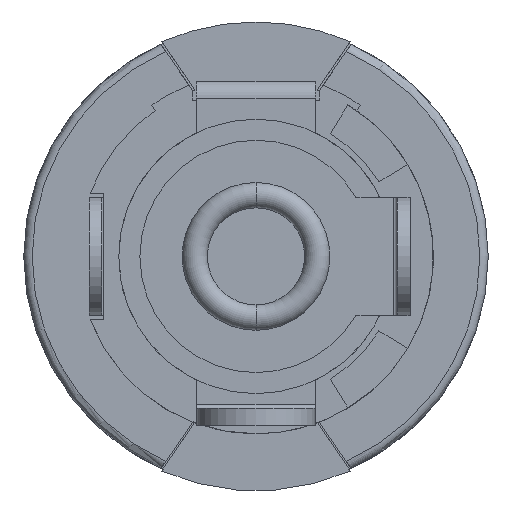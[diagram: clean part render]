
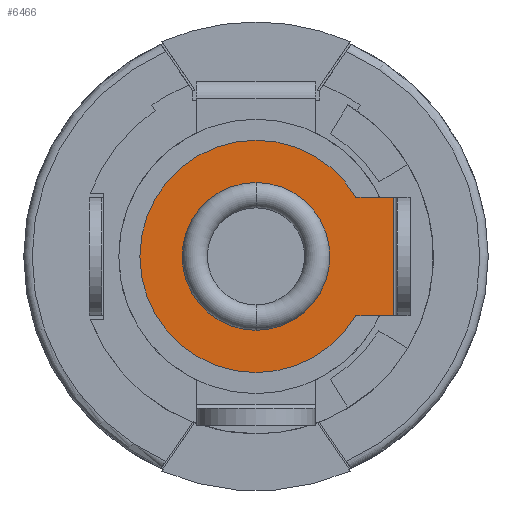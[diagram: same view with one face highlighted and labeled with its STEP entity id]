
A CAD part, front view. The second image highlights one B-rep face of the part: STEP entity #6466.
In plain terms, the highlighted planar face has unit normal (0, -1, 0).
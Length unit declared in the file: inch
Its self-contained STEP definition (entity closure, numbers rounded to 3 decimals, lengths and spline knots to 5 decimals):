
#118 = CARTESIAN_POINT ( 'NONE',  ( 0.12795, -0.35039, 0. ) ) ;
#119 = DIRECTION ( 'NONE',  ( 0., 0., -1. ) ) ;
#209 = CARTESIAN_POINT ( 'NONE',  ( 0., -0.35039, -0.10827 ) ) ;
#291 = PLANE ( 'NONE',  #3604 ) ;
#472 = EDGE_CURVE ( 'NONE', #533, #632, #6141, .T. ) ;
#529 = DIRECTION ( 'NONE',  ( 0., 0., -1. ) ) ;
#533 = VERTEX_POINT ( 'NONE', #691 ) ;
#632 = VERTEX_POINT ( 'NONE', #4201 ) ;
#652 = DIRECTION ( 'NONE',  ( 1., 0., 0. ) ) ;
#688 = CIRCLE ( 'NONE', #5201, 0.10827 ) ;
#691 = CARTESIAN_POINT ( 'NONE',  ( 0., -0.35039, -0.0689 ) ) ;
#887 = ORIENTED_EDGE ( 'NONE', *, *, #2959, .T. ) ;
#1017 = AXIS2_PLACEMENT_3D ( 'NONE', #6513, #2208, #5866 ) ;
#1043 = DIRECTION ( 'NONE',  ( -1., 0., 0. ) ) ;
#1097 = DIRECTION ( 'NONE',  ( 0., -1., 0. ) ) ;
#1301 = EDGE_LOOP ( 'NONE', ( #4919, #6377, #1952, #887, #6189, #4265 ) ) ;
#1330 = EDGE_CURVE ( 'NONE', #7646, #4189, #7485, .T. ) ;
#1430 = CARTESIAN_POINT ( 'NONE',  ( 0.13189, -0.35039, -0.05512 ) ) ;
#1607 = DIRECTION ( 'NONE',  ( 0., 0., -1. ) ) ;
#1654 = DIRECTION ( 'NONE',  ( 0., -1., 0. ) ) ;
#1705 = DIRECTION ( 'NONE',  ( 0., -1., 0. ) ) ;
#1867 = AXIS2_PLACEMENT_3D ( 'NONE', #5338, #1705, #529 ) ;
#1952 = ORIENTED_EDGE ( 'NONE', *, *, #7258, .T. ) ;
#2208 = DIRECTION ( 'NONE',  ( 0., -1., 0. ) ) ;
#2250 = AXIS2_PLACEMENT_3D ( 'NONE', #3081, #5554, #119 ) ;
#2327 = DIRECTION ( 'NONE',  ( 0., -1., 0. ) ) ;
#2344 = DIRECTION ( 'NONE',  ( 0., 0., -1. ) ) ;
#2627 = CIRCLE ( 'NONE', #1867, 0.10827 ) ;
#2844 = EDGE_LOOP ( 'NONE', ( #6385, #5345 ) ) ;
#2851 = LINE ( 'NONE', #4745, #7486 ) ;
#2959 = EDGE_CURVE ( 'NONE', #4436, #3836, #688, .T. ) ;
#3081 = CARTESIAN_POINT ( 'NONE',  ( 0., -0.35039, 0. ) ) ;
#3170 = DIRECTION ( 'NONE',  ( 0., 0., 1. ) ) ;
#3574 = CARTESIAN_POINT ( 'NONE',  ( 0.09319, -0.35039, -0.05512 ) ) ;
#3604 = AXIS2_PLACEMENT_3D ( 'NONE', #7123, #1097, #4129 ) ;
#3619 = AXIS2_PLACEMENT_3D ( 'NONE', #6491, #2327, #1607 ) ;
#3836 = VERTEX_POINT ( 'NONE', #6158 ) ;
#4073 = VERTEX_POINT ( 'NONE', #5395 ) ;
#4129 = DIRECTION ( 'NONE',  ( 0., 0., -1. ) ) ;
#4189 = VERTEX_POINT ( 'NONE', #3574 ) ;
#4201 = CARTESIAN_POINT ( 'NONE',  ( 0., -0.35039, 0.0689 ) ) ;
#4219 = EDGE_CURVE ( 'NONE', #6760, #4073, #5011, .T. ) ;
#4265 = ORIENTED_EDGE ( 'NONE', *, *, #1330, .T. ) ;
#4436 = VERTEX_POINT ( 'NONE', #6615 ) ;
#4745 = CARTESIAN_POINT ( 'NONE',  ( 0.13189, -0.35039, 0.05512 ) ) ;
#4770 = CIRCLE ( 'NONE', #3619, 0.0689 ) ;
#4919 = ORIENTED_EDGE ( 'NONE', *, *, #6813, .T. ) ;
#5011 = LINE ( 'NONE', #118, #6323 ) ;
#5176 = FACE_BOUND ( 'NONE', #2844, .T. ) ;
#5201 = AXIS2_PLACEMENT_3D ( 'NONE', #7017, #1654, #2344 ) ;
#5338 = CARTESIAN_POINT ( 'NONE',  ( 0., -0.35039, 0. ) ) ;
#5345 = ORIENTED_EDGE ( 'NONE', *, *, #7203, .F. ) ;
#5395 = CARTESIAN_POINT ( 'NONE',  ( 0.12795, -0.35039, 0.05512 ) ) ;
#5509 = CARTESIAN_POINT ( 'NONE',  ( 0.12795, -0.35039, -0.05512 ) ) ;
#5554 = DIRECTION ( 'NONE',  ( 0., -1., 0. ) ) ;
#5646 = FACE_OUTER_BOUND ( 'NONE', #1301, .T. ) ;
#5866 = DIRECTION ( 'NONE',  ( 0., 0., -1. ) ) ;
#6141 = CIRCLE ( 'NONE', #1017, 0.0689 ) ;
#6158 = CARTESIAN_POINT ( 'NONE',  ( 0., -0.35039, 0.10827 ) ) ;
#6189 = ORIENTED_EDGE ( 'NONE', *, *, #7179, .T. ) ;
#6323 = VECTOR ( 'NONE', #3170, 39.37008 ) ;
#6377 = ORIENTED_EDGE ( 'NONE', *, *, #4219, .T. ) ;
#6385 = ORIENTED_EDGE ( 'NONE', *, *, #472, .F. ) ;
#6466 = ADVANCED_FACE ( 'NONE', ( #5646, #5176 ), #291, .T. ) ;
#6491 = CARTESIAN_POINT ( 'NONE',  ( 0., -0.35039, 0. ) ) ;
#6513 = CARTESIAN_POINT ( 'NONE',  ( 0., -0.35039, 0. ) ) ;
#6615 = CARTESIAN_POINT ( 'NONE',  ( 0.09319, -0.35039, 0.05512 ) ) ;
#6760 = VERTEX_POINT ( 'NONE', #5509 ) ;
#6813 = EDGE_CURVE ( 'NONE', #4189, #6760, #7318, .T. ) ;
#7017 = CARTESIAN_POINT ( 'NONE',  ( 0., -0.35039, 0. ) ) ;
#7123 = CARTESIAN_POINT ( 'NONE',  ( 0., -0.35039, 0. ) ) ;
#7179 = EDGE_CURVE ( 'NONE', #3836, #7646, #2627, .T. ) ;
#7203 = EDGE_CURVE ( 'NONE', #632, #533, #4770, .T. ) ;
#7225 = VECTOR ( 'NONE', #652, 39.37008 ) ;
#7258 = EDGE_CURVE ( 'NONE', #4073, #4436, #2851, .T. ) ;
#7318 = LINE ( 'NONE', #1430, #7225 ) ;
#7485 = CIRCLE ( 'NONE', #2250, 0.10827 ) ;
#7486 = VECTOR ( 'NONE', #1043, 39.37008 ) ;
#7646 = VERTEX_POINT ( 'NONE', #209 ) ;
